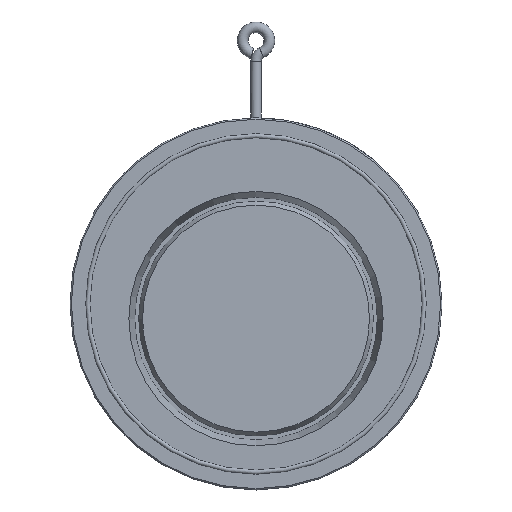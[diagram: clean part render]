
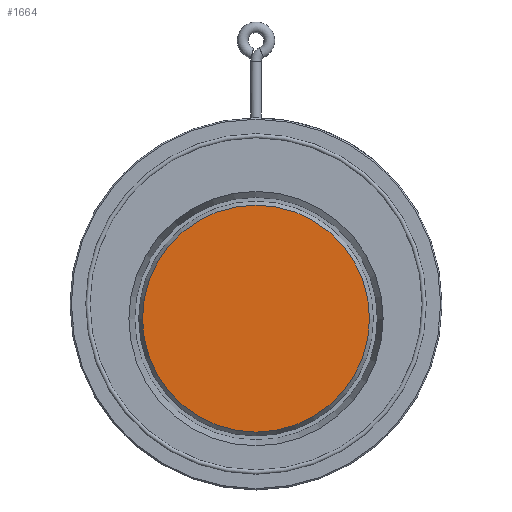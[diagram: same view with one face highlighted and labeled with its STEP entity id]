
A CAD part, top view. The second image highlights one B-rep face of the part: STEP entity #1664.
In plain terms, the highlighted planar face has unit normal (0, 0, 1).
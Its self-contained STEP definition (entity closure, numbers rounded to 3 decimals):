
#645 = DIRECTION ( 'NONE',  ( -1., 0., 0. ) ) ;
#754 = CARTESIAN_POINT ( 'NONE',  ( 0., 74.113, -0.5 ) ) ;
#1664 = ADVANCED_FACE ( 'NONE', ( #14129 ), #4545, .T. ) ;
#3366 = EDGE_LOOP ( 'NONE', ( #9326 ) ) ;
#4545 = PLANE ( 'NONE',  #12226 ) ;
#6349 = DIRECTION ( 'NONE',  ( 1., 0., 0. ) ) ;
#7444 = EDGE_CURVE ( 'NONE', #14043, #14043, #17974, .T. ) ;
#8120 = CARTESIAN_POINT ( 'NONE',  ( -85.113, -11., -0.5 ) ) ;
#9326 = ORIENTED_EDGE ( 'NONE', *, *, #7444, .F. ) ;
#11262 = DIRECTION ( 'NONE',  ( 0., 0., -1. ) ) ;
#12206 = AXIS2_PLACEMENT_3D ( 'NONE', #21921, #11262, #645 ) ;
#12226 = AXIS2_PLACEMENT_3D ( 'NONE', #754, #16999, #6349 ) ;
#14043 = VERTEX_POINT ( 'NONE', #8120 ) ;
#14129 = FACE_OUTER_BOUND ( 'NONE', #3366, .T. ) ;
#16999 = DIRECTION ( 'NONE',  ( 0., 0., 1. ) ) ;
#17974 = CIRCLE ( 'NONE', #12206, 85.113 ) ;
#21921 = CARTESIAN_POINT ( 'NONE',  ( 0., -11., -0.5 ) ) ;
